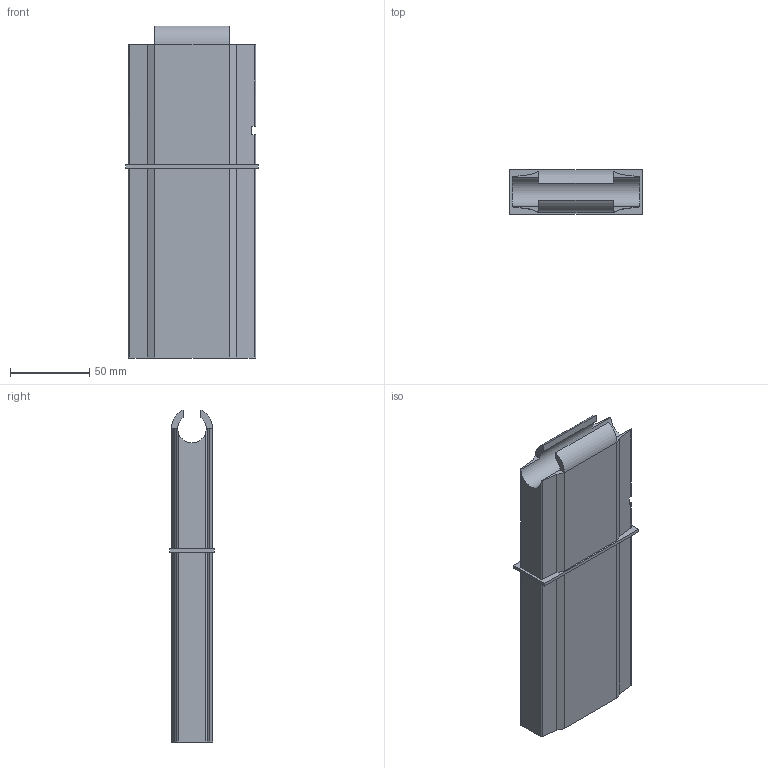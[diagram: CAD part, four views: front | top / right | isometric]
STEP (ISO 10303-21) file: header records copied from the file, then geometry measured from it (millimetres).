
FILE_DESCRIPTION(/* description */ (''),/* implementation_level */ '2;1');
FILE_NAME(/* name */ 'NerfMagazine.step',/* time_stamp */ '2018-10-22T17:32:21-05:00',/* author */ (''),/* organization */ (''),/* preprocessor_version */ 'ST-DEVELOPER v17.2',/* originating_system */ 'Autodesk Translation Framework v7.6.0.251',/* authorisation */ '');
FILE_SCHEMA (('AUTOMOTIVE_DESIGN { 1 0 10303 214 3 1 1 }'));
Length unit declared in the file: millimetre
Products named in the file (1): NerfMagazine
Bounding box: 84 x 28 x 209.78 mm (x, y, z)
Volume: 378691.9 mm3; surface area: 47364.2 mm2
Topology: 1 solids, 1 shells, 58 faces, 154 edges, 100 vertices
Faces by surface type: plane 45, cylinder 13
Entity records: 1836 total; most frequent: CARTESIAN_POINT 333, ORIENTED_EDGE 308, DIRECTION 298, EDGE_CURVE 154, LINE 120, VECTOR 120, VERTEX_POINT 100, AXIS2_PLACEMENT_3D 89
